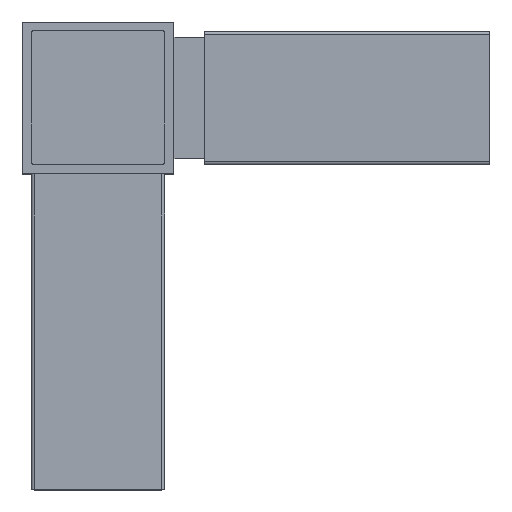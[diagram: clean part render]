
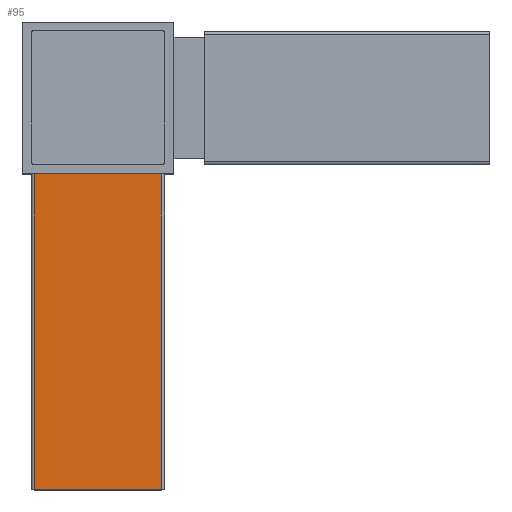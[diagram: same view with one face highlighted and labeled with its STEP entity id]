
A CAD part, top view. The second image highlights one B-rep face of the part: STEP entity #95.
In plain terms, the highlighted planar face has unit normal (0, 0, 1).
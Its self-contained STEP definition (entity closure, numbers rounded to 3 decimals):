
#95 = ADVANCED_FACE( '', ( #234 ), #235, .T. );
#234 = FACE_OUTER_BOUND( '', #419, .T. );
#235 = PLANE( '', #420 );
#419 = EDGE_LOOP( '', ( #636, #637, #638, #639 ) );
#420 = AXIS2_PLACEMENT_3D( '', #640, #641, #642 );
#636 = ORIENTED_EDGE( '', *, *, #1130, .F. );
#637 = ORIENTED_EDGE( '', *, *, #1131, .F. );
#638 = ORIENTED_EDGE( '', *, *, #1132, .T. );
#639 = ORIENTED_EDGE( '', *, *, #1093, .T. );
#640 = CARTESIAN_POINT( '', ( -10.5, -64.5, 11. ) );
#641 = DIRECTION( '', ( 0., 0., 1. ) );
#642 = DIRECTION( '', ( 1., 0., 0. ) );
#1093 = EDGE_CURVE( '', #1296, #1293, #1297, .T. );
#1130 = EDGE_CURVE( '', #1361, #1293, #1362, .T. );
#1131 = EDGE_CURVE( '', #1363, #1361, #1364, .T. );
#1132 = EDGE_CURVE( '', #1363, #1296, #1365, .T. );
#1293 = VERTEX_POINT( '', #1590 );
#1296 = VERTEX_POINT( '', #1593 );
#1297 = LINE( '', #1594, #1595 );
#1361 = VERTEX_POINT( '', #1683 );
#1362 = LINE( '', #1684, #1685 );
#1363 = VERTEX_POINT( '', #1686 );
#1364 = LINE( '', #1687, #1688 );
#1365 = LINE( '', #1689, #1690 );
#1590 = CARTESIAN_POINT( '', ( 10.5, -12.5, 11. ) );
#1593 = CARTESIAN_POINT( '', ( 10.5, -64.5, 11. ) );
#1594 = CARTESIAN_POINT( '', ( 10.5, -64.5, 11. ) );
#1595 = VECTOR( '', #2001, 1000. );
#1683 = CARTESIAN_POINT( '', ( -10.5, -12.5, 11. ) );
#1684 = CARTESIAN_POINT( '', ( -12.5, -12.5, 11. ) );
#1685 = VECTOR( '', #2041, 1000. );
#1686 = CARTESIAN_POINT( '', ( -10.5, -64.5, 11. ) );
#1687 = CARTESIAN_POINT( '', ( -10.5, -64.5, 11. ) );
#1688 = VECTOR( '', #2042, 1000. );
#1689 = CARTESIAN_POINT( '', ( -10.5, -64.5, 11. ) );
#1690 = VECTOR( '', #2043, 1000. );
#2001 = DIRECTION( '', ( 0., 1., 0. ) );
#2041 = DIRECTION( '', ( 1., 0., 0. ) );
#2042 = DIRECTION( '', ( 0., 1., 0. ) );
#2043 = DIRECTION( '', ( 1., 0., 0. ) );
